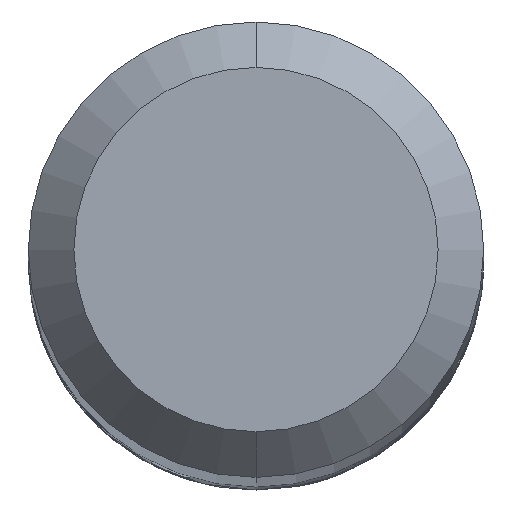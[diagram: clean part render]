
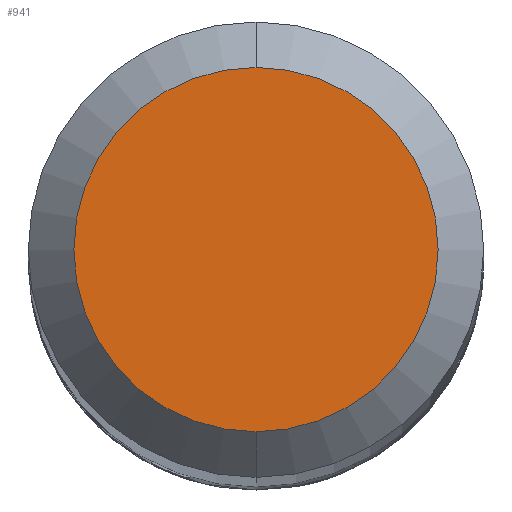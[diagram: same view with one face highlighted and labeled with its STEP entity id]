
A CAD part, top view. The second image highlights one B-rep face of the part: STEP entity #941.
In plain terms, the highlighted planar face has unit normal (0, 0, 1).
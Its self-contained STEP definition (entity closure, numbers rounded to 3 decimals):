
#941=ADVANCED_FACE('',(#2417),#2418,.T.);
#963=EDGE_CURVE('',#1711,#1637,#2441,.T.);
#1417=EDGE_CURVE('',#1637,#1711,#2935,.T.);
#1637=VERTEX_POINT('',#3168);
#1711=VERTEX_POINT('',#3254);
#2417=FACE_OUTER_BOUND('',#5110,.T.);
#2418=PLANE('',#5111);
#2441=CIRCLE('',#5157,1.2);
#2935=CIRCLE('',#8975,1.2);
#3168=CARTESIAN_POINT('',(0.0,1.2,0.0));
#3254=CARTESIAN_POINT('',(0.,-1.2,0.0));
#5110=EDGE_LOOP('',(#14847,#14848));
#5111=AXIS2_PLACEMENT_3D('',#14849,#14850,#14851);
#5157=AXIS2_PLACEMENT_3D('',#14865,#14866,#14867);
#8975=AXIS2_PLACEMENT_3D('',#15350,#15351,#15352);
#14847=ORIENTED_EDGE('',*,*,#1417,.F.);
#14848=ORIENTED_EDGE('',*,*,#963,.F.);
#14849=CARTESIAN_POINT('',(0.0,0.6,0.0));
#14850=DIRECTION('',(-0.0,0.0,1.0));
#14851=DIRECTION('',(0.0,-1.0,0.0));
#14865=CARTESIAN_POINT('',(0.0,0.0,0.0));
#14866=DIRECTION('',(0.0,0.0,-1.0));
#14867=DIRECTION('',(0.0,1.0,0.0));
#15350=CARTESIAN_POINT('',(0.0,0.0,0.0));
#15351=DIRECTION('',(0.0,0.0,-1.0));
#15352=DIRECTION('',(0.0,1.0,0.0));
